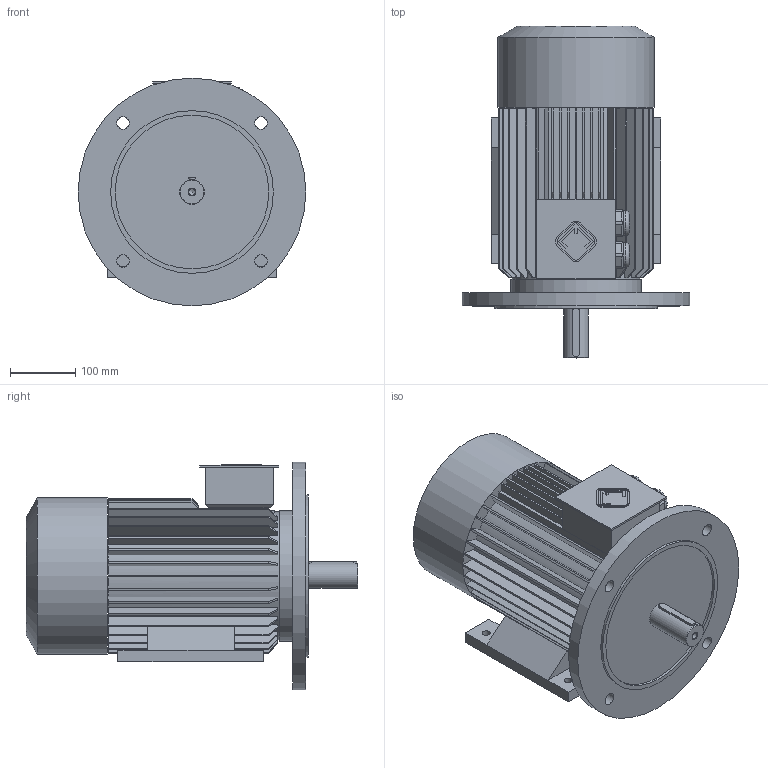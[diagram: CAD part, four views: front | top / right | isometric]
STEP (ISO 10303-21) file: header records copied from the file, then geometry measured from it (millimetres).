
FILE_DESCRIPTION(/* description */ ('Unknown'),/* implementation_level */ '2;1');
FILE_NAME(/* name */ 'A132М_В35',/* time_stamp */ '2021-03-26T14:33:40+03:00',/* author */ ('Unknown'),/* organization */ ('Unknown'),/* preprocessor_version */ 'ST-DEVELOPER v16',/* originating_system */ 'DEX',/* authorisation */ $);
FILE_SCHEMA (('AUTOMOTIVE_DESIGN {1 0 10303 214 3 1 1}'));
Length unit declared in the file: millimetre
Products named in the file (1): A132ﾌ_ﾂ35
Bounding box: 350 x 510 x 350 mm (x, y, z)
Volume: 18593145.7 mm3; surface area: 1060769.5 mm2
Topology: 2 solids, 2 shells, 371 faces, 1050 edges, 695 vertices
Faces by surface type: plane 266, cylinder 68, cone 35, torus 2
Full cylindrical faces by diameter (mm): 10.106 x2, 12 x4, 19 x4, 38 x1, 38.002 x2, 45.5 x2, 197 x1, 200 x1, 236 x1, 240 x1, 250 x1, 350 x1
Entity records: 14611 total; most frequent: CARTESIAN_POINT 2446, ORIENTED_EDGE 2004, DIRECTION 1966, EDGE_CURVE 1002, VERTEX_POINT 676, AXIS2_PLACEMENT_3D 656, LINE 654, VECTOR 654
